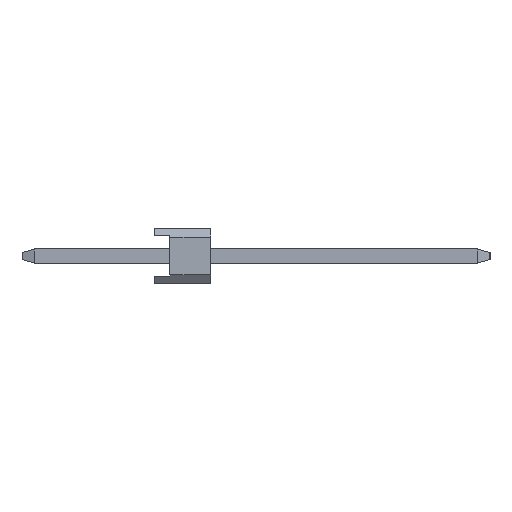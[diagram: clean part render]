
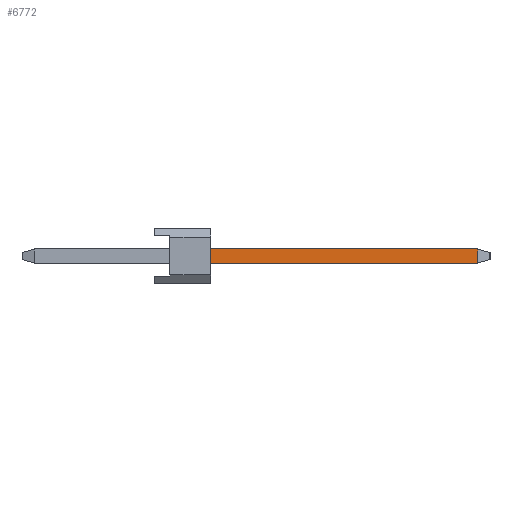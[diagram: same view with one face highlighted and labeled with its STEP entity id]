
A CAD part, left-side view. The second image highlights one B-rep face of the part: STEP entity #6772.
In plain terms, the highlighted planar face has unit normal (-1, 0, 0).
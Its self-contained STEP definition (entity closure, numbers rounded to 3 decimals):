
#3258=EDGE_CURVE('',#4994,#4626,#7955,.T.);
#3472=EDGE_CURVE('',#4626,#3664,#8202,.T.);
#3664=VERTEX_POINT('',#8414);
#4590=EDGE_CURVE('',#4778,#4994,#9434,.T.);
#4626=VERTEX_POINT('',#9473);
#4778=VERTEX_POINT('',#9639);
#4994=VERTEX_POINT('',#9878);
#6440=EDGE_CURVE('',#3664,#4778,#11492,.T.);
#6772=ADVANCED_FACE('',(#11855),#11856,.T.);
#7955=LINE('',#13507,#13508);
#8202=LINE('',#13866,#13867);
#8414=CARTESIAN_POINT('',(-18.1,-14.594,0.32));
#9434=LINE('',#15674,#15675);
#9473=CARTESIAN_POINT('',(-18.1,-2.54,0.32));
#9639=CARTESIAN_POINT('',(-18.1,-14.594,-0.32));
#9878=CARTESIAN_POINT('',(-18.1,-2.54,-0.32));
#11492=LINE('',#18630,#18631);
#11855=FACE_OUTER_BOUND('',#19144,.T.);
#11856=PLANE('',#19145);
#13507=CARTESIAN_POINT('',(-18.1,-2.54,0.252));
#13508=VECTOR('',#20260,1.0);
#13866=CARTESIAN_POINT('',(-18.1,-4.59,0.32));
#13867=VECTOR('',#20638,1.0);
#15674=CARTESIAN_POINT('',(-18.1,5.414,-0.32));
#15675=VECTOR('',#21870,1.0);
#18630=CARTESIAN_POINT('',(-18.1,-14.594,0.5));
#18631=VECTOR('',#24091,1.0);
#19144=EDGE_LOOP('',(#24426,#24427,#24428,#24429));
#19145=AXIS2_PLACEMENT_3D('',#24430,#24431,#24432);
#20260=DIRECTION('',(0.,0.,1.0));
#20638=DIRECTION('',(0.,-1.0,0.));
#21870=DIRECTION('',(0.,1.0,0.));
#24091=DIRECTION('',(0.0,0.,-1.0));
#24426=ORIENTED_EDGE('',*,*,#3258,.F.);
#24427=ORIENTED_EDGE('',*,*,#4590,.F.);
#24428=ORIENTED_EDGE('',*,*,#6440,.F.);
#24429=ORIENTED_EDGE('',*,*,#3472,.F.);
#24430=CARTESIAN_POINT('',(-18.1,5.414,0.5));
#24431=DIRECTION('',(-1.0,0.,0.));
#24432=DIRECTION('',(0.,1.0,0.));
